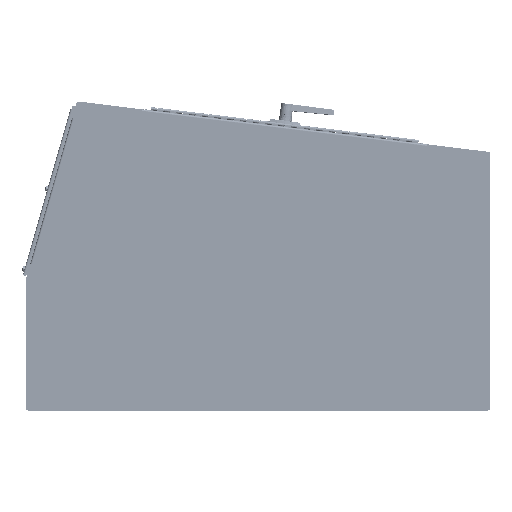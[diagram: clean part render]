
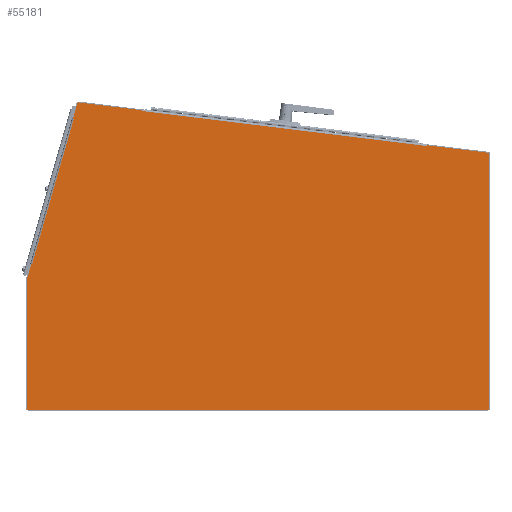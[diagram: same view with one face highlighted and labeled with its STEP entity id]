
A CAD part, left-side view. The second image highlights one B-rep face of the part: STEP entity #55181.
In plain terms, the highlighted face is planar.
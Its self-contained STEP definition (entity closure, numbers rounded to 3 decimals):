
#3239=PLANE('',#59395);
#4902=FACE_OUTER_BOUND('',#8019,.T.);
#8019=EDGE_LOOP('',(#37072,#37073,#37074,#37075,#37076,#37077,#37078,#37079,
#37080,#37081,#37082,#37083,#37084,#37085,#37086,#37087,#37088,#37089,#37090,
#37091,#37092));
#11665=LINE('',#78681,#16538);
#11668=LINE('',#78687,#16541);
#11671=LINE('',#78695,#16544);
#11674=LINE('',#78699,#16547);
#11693=LINE('',#78738,#16566);
#11695=LINE('',#78742,#16568);
#11697=LINE('',#78745,#16570);
#11698=LINE('',#78748,#16571);
#11699=LINE('',#78750,#16572);
#11700=LINE('',#78752,#16573);
#11701=LINE('',#78754,#16574);
#11702=LINE('',#78756,#16575);
#11703=LINE('',#78758,#16576);
#11704=LINE('',#78760,#16577);
#11705=LINE('',#78762,#16578);
#11706=LINE('',#78764,#16579);
#11707=LINE('',#78766,#16580);
#11708=LINE('',#78768,#16581);
#11709=LINE('',#78770,#16582);
#11710=LINE('',#78772,#16583);
#11711=LINE('',#78773,#16584);
#16538=VECTOR('',#64464,0.394);
#16541=VECTOR('',#64469,0.394);
#16544=VECTOR('',#64474,0.394);
#16547=VECTOR('',#64479,0.394);
#16566=VECTOR('',#64502,0.394);
#16568=VECTOR('',#64506,0.394);
#16570=VECTOR('',#64510,0.394);
#16571=VECTOR('',#64513,0.394);
#16572=VECTOR('',#64514,0.394);
#16573=VECTOR('',#64515,0.394);
#16574=VECTOR('',#64516,0.394);
#16575=VECTOR('',#64517,0.394);
#16576=VECTOR('',#64518,0.394);
#16577=VECTOR('',#64519,0.394);
#16578=VECTOR('',#64520,0.394);
#16579=VECTOR('',#64521,0.394);
#16580=VECTOR('',#64522,0.394);
#16581=VECTOR('',#64523,0.394);
#16582=VECTOR('',#64524,0.394);
#16583=VECTOR('',#64525,0.394);
#16584=VECTOR('',#64526,0.394);
#23179=VERTEX_POINT('',#78672);
#23180=VERTEX_POINT('',#78676);
#23182=VERTEX_POINT('',#78685);
#23185=VERTEX_POINT('',#78692);
#23186=VERTEX_POINT('',#78694);
#23203=VERTEX_POINT('',#78735);
#23204=VERTEX_POINT('',#78737);
#23205=VERTEX_POINT('',#78741);
#23206=VERTEX_POINT('',#78747);
#23207=VERTEX_POINT('',#78749);
#23208=VERTEX_POINT('',#78751);
#23209=VERTEX_POINT('',#78753);
#23210=VERTEX_POINT('',#78755);
#23211=VERTEX_POINT('',#78757);
#23212=VERTEX_POINT('',#78759);
#23213=VERTEX_POINT('',#78761);
#23214=VERTEX_POINT('',#78763);
#23215=VERTEX_POINT('',#78765);
#23216=VERTEX_POINT('',#78767);
#23217=VERTEX_POINT('',#78769);
#23218=VERTEX_POINT('',#78771);
#28583=EDGE_CURVE('',#23179,#23180,#11665,.T.);
#28586=EDGE_CURVE('',#23180,#23182,#11668,.T.);
#28589=EDGE_CURVE('',#23186,#23185,#11671,.T.);
#28592=EDGE_CURVE('',#23182,#23186,#11674,.T.);
#28611=EDGE_CURVE('',#23204,#23203,#11693,.T.);
#28613=EDGE_CURVE('',#23205,#23179,#11695,.T.);
#28615=EDGE_CURVE('',#23203,#23205,#11697,.T.);
#28616=EDGE_CURVE('',#23185,#23206,#11698,.T.);
#28617=EDGE_CURVE('',#23206,#23207,#11699,.T.);
#28618=EDGE_CURVE('',#23207,#23208,#11700,.T.);
#28619=EDGE_CURVE('',#23208,#23209,#11701,.T.);
#28620=EDGE_CURVE('',#23209,#23210,#11702,.T.);
#28621=EDGE_CURVE('',#23210,#23211,#11703,.T.);
#28622=EDGE_CURVE('',#23211,#23212,#11704,.T.);
#28623=EDGE_CURVE('',#23212,#23213,#11705,.T.);
#28624=EDGE_CURVE('',#23213,#23214,#11706,.T.);
#28625=EDGE_CURVE('',#23214,#23215,#11707,.T.);
#28626=EDGE_CURVE('',#23215,#23216,#11708,.T.);
#28627=EDGE_CURVE('',#23216,#23217,#11709,.T.);
#28628=EDGE_CURVE('',#23217,#23218,#11710,.T.);
#28629=EDGE_CURVE('',#23218,#23204,#11711,.T.);
#37072=ORIENTED_EDGE('',*,*,#28589,.T.);
#37073=ORIENTED_EDGE('',*,*,#28616,.T.);
#37074=ORIENTED_EDGE('',*,*,#28617,.T.);
#37075=ORIENTED_EDGE('',*,*,#28618,.T.);
#37076=ORIENTED_EDGE('',*,*,#28619,.T.);
#37077=ORIENTED_EDGE('',*,*,#28620,.T.);
#37078=ORIENTED_EDGE('',*,*,#28621,.T.);
#37079=ORIENTED_EDGE('',*,*,#28622,.T.);
#37080=ORIENTED_EDGE('',*,*,#28623,.T.);
#37081=ORIENTED_EDGE('',*,*,#28624,.T.);
#37082=ORIENTED_EDGE('',*,*,#28625,.T.);
#37083=ORIENTED_EDGE('',*,*,#28626,.T.);
#37084=ORIENTED_EDGE('',*,*,#28627,.T.);
#37085=ORIENTED_EDGE('',*,*,#28628,.T.);
#37086=ORIENTED_EDGE('',*,*,#28629,.T.);
#37087=ORIENTED_EDGE('',*,*,#28611,.T.);
#37088=ORIENTED_EDGE('',*,*,#28615,.T.);
#37089=ORIENTED_EDGE('',*,*,#28613,.T.);
#37090=ORIENTED_EDGE('',*,*,#28583,.T.);
#37091=ORIENTED_EDGE('',*,*,#28586,.T.);
#37092=ORIENTED_EDGE('',*,*,#28592,.T.);
#55181=ADVANCED_FACE('',(#4902),#3239,.F.);
#59395=AXIS2_PLACEMENT_3D('',#78746,#64511,#64512);
#64464=DIRECTION('',(-0.122,0.993,0.));
#64469=DIRECTION('',(0.993,0.122,0.));
#64474=DIRECTION('',(-0.993,-0.122,0.));
#64479=DIRECTION('',(-0.122,0.993,0.));
#64502=DIRECTION('',(0.993,0.122,0.));
#64506=DIRECTION('',(-0.993,-0.122,0.));
#64510=DIRECTION('',(-0.122,0.993,0.));
#64511=DIRECTION('center_axis',(0.,0.,1.));
#64512=DIRECTION('ref_axis',(1.,0.,0.));
#64513=DIRECTION('',(-0.122,0.993,0.));
#64514=DIRECTION('',(0.961,0.276,0.));
#64515=DIRECTION('',(0.276,-0.961,0.));
#64516=DIRECTION('',(0.961,0.276,0.));
#64517=DIRECTION('',(-0.276,0.961,0.));
#64518=DIRECTION('',(0.961,0.276,0.));
#64519=DIRECTION('',(0.276,-0.961,0.));
#64520=DIRECTION('',(0.961,0.276,0.));
#64521=DIRECTION('',(-0.276,0.961,0.));
#64522=DIRECTION('',(0.961,0.276,0.));
#64523=DIRECTION('',(1.,0.,0.));
#64524=DIRECTION('',(0.,-1.,0.));
#64525=DIRECTION('',(-1.,0.,0.));
#64526=DIRECTION('',(-0.122,0.993,0.));
#78672=CARTESIAN_POINT('',(-20.594,4.94,0.));
#78676=CARTESIAN_POINT('',(-23.315,27.102,0.));
#78681=CARTESIAN_POINT('',(-22.669,21.841,0.));
#78685=CARTESIAN_POINT('',(-23.315,27.102,0.));
#78687=CARTESIAN_POINT('',(-17.68,27.794,0.));
#78692=CARTESIAN_POINT('',(-23.377,27.094,0.));
#78694=CARTESIAN_POINT('',(-23.315,27.102,0.));
#78695=CARTESIAN_POINT('',(-17.711,27.79,0.));
#78699=CARTESIAN_POINT('',(-22.669,21.841,0.));
#78735=CARTESIAN_POINT('',(-20.594,4.94,0.));
#78737=CARTESIAN_POINT('',(-20.656,4.932,0.));
#78738=CARTESIAN_POINT('',(-14.959,5.632,0.));
#78741=CARTESIAN_POINT('',(-20.594,4.94,0.));
#78742=CARTESIAN_POINT('',(-14.99,5.628,0.));
#78745=CARTESIAN_POINT('',(-21.308,10.76,0.));
#78746=CARTESIAN_POINT('Origin',(-10.754,17.964,0.));
#78747=CARTESIAN_POINT('',(-23.993,32.107,0.));
#78748=CARTESIAN_POINT('',(-20.06,0.074,0.));
#78749=CARTESIAN_POINT('',(-22.742,32.466,0.));
#78750=CARTESIAN_POINT('',(-23.993,32.107,0.));
#78751=CARTESIAN_POINT('',(-22.725,32.406,0.));
#78752=CARTESIAN_POINT('',(-20.357,24.147,0.));
#78753=CARTESIAN_POINT('',(-22.725,32.406,0.));
#78754=CARTESIAN_POINT('',(-19.107,33.443,0.));
#78755=CARTESIAN_POINT('',(-22.725,32.406,0.));
#78756=CARTESIAN_POINT('',(-20.365,24.178,0.));
#78757=CARTESIAN_POINT('',(-11.383,35.658,0.));
#78758=CARTESIAN_POINT('',(-13.436,35.069,0.));
#78759=CARTESIAN_POINT('',(-11.383,35.658,0.));
#78760=CARTESIAN_POINT('',(-9.015,27.4,0.));
#78761=CARTESIAN_POINT('',(-11.383,35.658,0.));
#78762=CARTESIAN_POINT('',(-13.436,35.069,0.));
#78763=CARTESIAN_POINT('',(-11.4,35.718,0.));
#78764=CARTESIAN_POINT('',(-9.023,27.43,0.));
#78765=CARTESIAN_POINT('',(-10.24,36.051,0.));
#78766=CARTESIAN_POINT('',(-23.993,32.107,0.));
#78767=CARTESIAN_POINT('',(-0.074,36.051,0.));
#78768=CARTESIAN_POINT('',(-10.24,36.051,0.));
#78769=CARTESIAN_POINT('',(-0.074,0.074,0.));
#78770=CARTESIAN_POINT('',(-0.074,36.051,0.));
#78771=CARTESIAN_POINT('',(-20.06,0.074,0.));
#78772=CARTESIAN_POINT('',(-0.074,0.074,0.));
#78773=CARTESIAN_POINT('',(-20.06,0.074,0.));
